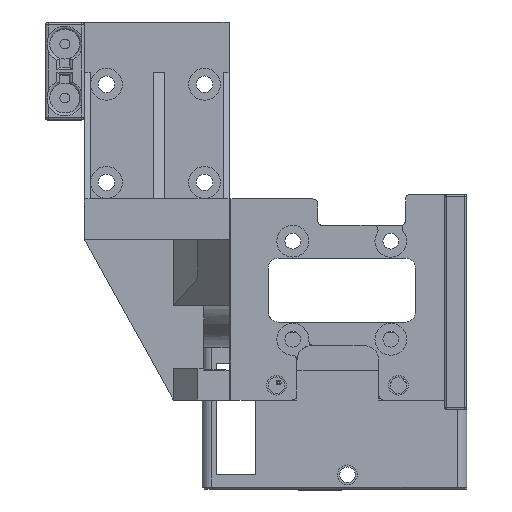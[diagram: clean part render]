
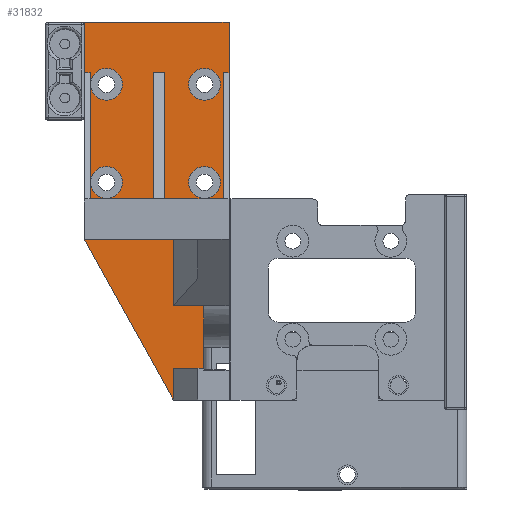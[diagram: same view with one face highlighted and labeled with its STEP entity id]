
A CAD part, front view. The second image highlights one B-rep face of the part: STEP entity #31832.
In plain terms, the highlighted planar face has unit normal (0, -1, 0).
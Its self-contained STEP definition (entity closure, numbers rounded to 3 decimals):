
#1086=FACE_BOUND('',#4921,.T.);
#1087=FACE_BOUND('',#4922,.T.);
#1088=FACE_BOUND('',#4923,.T.);
#1089=FACE_BOUND('',#4924,.T.);
#1361=CIRCLE('',#33825,3.25);
#1362=CIRCLE('',#33826,3.25);
#1363=CIRCLE('',#33827,3.25);
#1364=CIRCLE('',#33828,3.25);
#3022=FACE_OUTER_BOUND('',#4920,.T.);
#4920=EDGE_LOOP('',(#27642,#27643,#27644,#27645,#27646,#27647,#27648,#27649,
#27650,#27651,#27652,#27653,#27654,#27655,#27656,#27657,#27658,#27659,#27660,
#27661,#27662));
#4921=EDGE_LOOP('',(#27663));
#4922=EDGE_LOOP('',(#27664));
#4923=EDGE_LOOP('',(#27665));
#4924=EDGE_LOOP('',(#27666));
#8561=LINE('',#51817,#12341);
#8567=LINE('',#51828,#12347);
#8569=LINE('',#51838,#12349);
#8583=LINE('',#52014,#12363);
#8592=LINE('',#52041,#12372);
#8593=LINE('',#52044,#12373);
#8594=LINE('',#52046,#12374);
#8595=LINE('',#52048,#12375);
#8596=LINE('',#52050,#12376);
#8597=LINE('',#52052,#12377);
#8598=LINE('',#52054,#12378);
#8599=LINE('',#52056,#12379);
#8600=LINE('',#52058,#12380);
#8601=LINE('',#52059,#12381);
#8602=LINE('',#52061,#12382);
#8603=LINE('',#52063,#12383);
#8604=LINE('',#52065,#12384);
#8605=LINE('',#52067,#12385);
#8606=LINE('',#52068,#12386);
#8607=LINE('',#52069,#12387);
#8608=LINE('',#52070,#12388);
#12341=VECTOR('',#40828,10.);
#12347=VECTOR('',#40836,10.);
#12349=VECTOR('',#40846,10.);
#12363=VECTOR('',#40918,10.);
#12372=VECTOR('',#40931,10.);
#12373=VECTOR('',#40934,10.);
#12374=VECTOR('',#40935,10.);
#12375=VECTOR('',#40936,10.);
#12376=VECTOR('',#40937,10.);
#12377=VECTOR('',#40938,10.);
#12378=VECTOR('',#40939,10.);
#12379=VECTOR('',#40940,10.);
#12380=VECTOR('',#40941,10.);
#12381=VECTOR('',#40942,10.);
#12382=VECTOR('',#40943,10.);
#12383=VECTOR('',#40944,10.);
#12384=VECTOR('',#40945,10.);
#12385=VECTOR('',#40946,10.);
#12386=VECTOR('',#40947,10.);
#12387=VECTOR('',#40948,10.);
#12388=VECTOR('',#40949,10.);
#15227=VERTEX_POINT('',#51814);
#15228=VERTEX_POINT('',#51816);
#15229=VERTEX_POINT('',#51820);
#15232=VERTEX_POINT('',#51826);
#15236=VERTEX_POINT('',#51836);
#15257=VERTEX_POINT('',#52010);
#15259=VERTEX_POINT('',#52013);
#15264=VERTEX_POINT('',#52029);
#15269=VERTEX_POINT('',#52039);
#15270=VERTEX_POINT('',#52043);
#15271=VERTEX_POINT('',#52045);
#15272=VERTEX_POINT('',#52047);
#15273=VERTEX_POINT('',#52049);
#15274=VERTEX_POINT('',#52051);
#15275=VERTEX_POINT('',#52053);
#15276=VERTEX_POINT('',#52055);
#15277=VERTEX_POINT('',#52057);
#15278=VERTEX_POINT('',#52060);
#15279=VERTEX_POINT('',#52062);
#15280=VERTEX_POINT('',#52064);
#15281=VERTEX_POINT('',#52066);
#15282=VERTEX_POINT('',#52071);
#15283=VERTEX_POINT('',#52073);
#15284=VERTEX_POINT('',#52075);
#15285=VERTEX_POINT('',#52077);
#19397=EDGE_CURVE('',#15228,#15227,#8561,.T.);
#19403=EDGE_CURVE('',#15227,#15232,#8567,.F.);
#19408=EDGE_CURVE('',#15229,#15236,#8569,.T.);
#19443=EDGE_CURVE('',#15257,#15259,#8583,.T.);
#19454=EDGE_CURVE('',#15264,#15269,#8592,.T.);
#19455=EDGE_CURVE('',#15270,#15257,#8593,.T.);
#19456=EDGE_CURVE('',#15270,#15271,#8594,.T.);
#19457=EDGE_CURVE('',#15271,#15272,#8595,.T.);
#19458=EDGE_CURVE('',#15272,#15273,#8596,.T.);
#19459=EDGE_CURVE('',#15273,#15274,#8597,.T.);
#19460=EDGE_CURVE('',#15274,#15275,#8598,.T.);
#19461=EDGE_CURVE('',#15276,#15275,#8599,.T.);
#19462=EDGE_CURVE('',#15277,#15276,#8600,.T.);
#19463=EDGE_CURVE('',#15277,#15228,#8601,.T.);
#19464=EDGE_CURVE('',#15232,#15278,#8602,.T.);
#19465=EDGE_CURVE('',#15278,#15279,#8603,.T.);
#19466=EDGE_CURVE('',#15279,#15280,#8604,.T.);
#19467=EDGE_CURVE('',#15281,#15280,#8605,.T.);
#19468=EDGE_CURVE('',#15281,#15229,#8606,.T.);
#19469=EDGE_CURVE('',#15264,#15236,#8607,.T.);
#19470=EDGE_CURVE('',#15259,#15269,#8608,.T.);
#19471=EDGE_CURVE('',#15282,#15282,#1361,.T.);
#19472=EDGE_CURVE('',#15283,#15283,#1362,.T.);
#19473=EDGE_CURVE('',#15284,#15284,#1363,.T.);
#19474=EDGE_CURVE('',#15285,#15285,#1364,.T.);
#27642=ORIENTED_EDGE('',*,*,#19455,.F.);
#27643=ORIENTED_EDGE('',*,*,#19456,.T.);
#27644=ORIENTED_EDGE('',*,*,#19457,.T.);
#27645=ORIENTED_EDGE('',*,*,#19458,.T.);
#27646=ORIENTED_EDGE('',*,*,#19459,.T.);
#27647=ORIENTED_EDGE('',*,*,#19460,.T.);
#27648=ORIENTED_EDGE('',*,*,#19461,.F.);
#27649=ORIENTED_EDGE('',*,*,#19462,.F.);
#27650=ORIENTED_EDGE('',*,*,#19463,.T.);
#27651=ORIENTED_EDGE('',*,*,#19397,.T.);
#27652=ORIENTED_EDGE('',*,*,#19403,.T.);
#27653=ORIENTED_EDGE('',*,*,#19464,.T.);
#27654=ORIENTED_EDGE('',*,*,#19465,.T.);
#27655=ORIENTED_EDGE('',*,*,#19466,.T.);
#27656=ORIENTED_EDGE('',*,*,#19467,.F.);
#27657=ORIENTED_EDGE('',*,*,#19468,.T.);
#27658=ORIENTED_EDGE('',*,*,#19408,.T.);
#27659=ORIENTED_EDGE('',*,*,#19469,.F.);
#27660=ORIENTED_EDGE('',*,*,#19454,.T.);
#27661=ORIENTED_EDGE('',*,*,#19470,.F.);
#27662=ORIENTED_EDGE('',*,*,#19443,.F.);
#27663=ORIENTED_EDGE('',*,*,#19471,.T.);
#27664=ORIENTED_EDGE('',*,*,#19472,.T.);
#27665=ORIENTED_EDGE('',*,*,#19473,.T.);
#27666=ORIENTED_EDGE('',*,*,#19474,.T.);
#30252=PLANE('',#33824);
#31832=ADVANCED_FACE('',(#3022,#1086,#1087,#1088,#1089),#30252,.T.);
#33824=AXIS2_PLACEMENT_3D('',#52042,#40932,#40933);
#33825=AXIS2_PLACEMENT_3D('',#52072,#40950,#40951);
#33826=AXIS2_PLACEMENT_3D('',#52074,#40952,#40953);
#33827=AXIS2_PLACEMENT_3D('',#52076,#40954,#40955);
#33828=AXIS2_PLACEMENT_3D('',#52078,#40956,#40957);
#40828=DIRECTION('',(-1.,0.,0.));
#40836=DIRECTION('',(0.,0.,1.));
#40846=DIRECTION('',(0.485,0.,-0.875));
#40918=DIRECTION('',(1.,0.,0.));
#40931=DIRECTION('',(1.,0.,0.));
#40932=DIRECTION('center_axis',(0.,-1.,0.));
#40933=DIRECTION('ref_axis',(0.,0.,
1.));
#40934=DIRECTION('',(0.,0.,-1.));
#40935=DIRECTION('',(-1.,0.,0.));
#40936=DIRECTION('',(0.,0.,1.));
#40937=DIRECTION('',(1.,0.,0.));
#40938=DIRECTION('',(0.,0.,-1.));
#40939=DIRECTION('',(1.,0.,0.));
#40940=DIRECTION('',(0.,0.,-1.));
#40941=DIRECTION('',(-1.,0.,0.));
#40942=DIRECTION('',(0.,0.,1.));
#40943=DIRECTION('',(1.,0.,0.));
#40944=DIRECTION('',(0.,0.,-1.));
#40945=DIRECTION('',(1.,0.,0.));
#40946=DIRECTION('',(0.,0.,1.));
#40947=DIRECTION('',(-1.,0.,0.));
#40948=DIRECTION('',(0.,0.,-1.));
#40949=DIRECTION('',(0.,0.,-1.));
#40950=DIRECTION('center_axis',(0.,1.,0.));
#40951=DIRECTION('ref_axis',(0.,0.,-1.));
#40952=DIRECTION('center_axis',(0.,1.,0.));
#40953=DIRECTION('ref_axis',(0.,0.,-1.));
#40954=DIRECTION('center_axis',(0.,1.,0.));
#40955=DIRECTION('ref_axis',(0.,0.,-1.));
#40956=DIRECTION('center_axis',(0.,1.,0.));
#40957=DIRECTION('ref_axis',(0.,0.,-1.));
#51814=CARTESIAN_POINT('',(-14.529,-8.096,-27.3));
#51816=CARTESIAN_POINT('',(14.971,-8.096,-27.3));
#51817=CARTESIAN_POINT('',(8.621,-8.096,-27.3));
#51820=CARTESIAN_POINT('',(-14.529,-8.096,-71.641));
#51826=CARTESIAN_POINT('',(-14.529,-8.096,-37.641));
#51828=CARTESIAN_POINT('',(-14.529,-8.096,-85.118));
#51836=CARTESIAN_POINT('',(3.621,-8.096,-104.391));
#51838=CARTESIAN_POINT('',(-4.867,-8.096,-89.076));
#52010=CARTESIAN_POINT('',(3.621,-8.096,-85.194));
#52013=CARTESIAN_POINT('',(9.821,-8.096,-85.194));
#52014=CARTESIAN_POINT('',(-14.529,-8.096,-85.194));
#52029=CARTESIAN_POINT('',(3.621,-8.096,-97.962));
#52039=CARTESIAN_POINT('',(9.821,-8.096,-97.962));
#52041=CARTESIAN_POINT('',(-14.529,-8.096,-97.962));
#52042=CARTESIAN_POINT('Origin',(8.621,-8.096,-104.391));
#52043=CARTESIAN_POINT('',(3.621,-8.096,-71.641));
#52044=CARTESIAN_POINT('',(3.621,-8.096,-83.891));
#52045=CARTESIAN_POINT('',(-0.529,-8.096,-71.641));
#52046=CARTESIAN_POINT('',(-2.954,-8.096,-71.641));
#52047=CARTESIAN_POINT('',(-0.529,-8.096,-37.641));
#52048=CARTESIAN_POINT('',(-0.529,-8.096,-77.454));
#52049=CARTESIAN_POINT('',(1.871,-8.096,-37.641));
#52050=CARTESIAN_POINT('',(4.046,-8.096,-37.641));
#52051=CARTESIAN_POINT('',(1.871,-8.096,-63.391));
#52052=CARTESIAN_POINT('',(1.871,-8.096,-77.454));
#52053=CARTESIAN_POINT('',(13.771,-8.096,-63.391));
#52054=CARTESIAN_POINT('',(-2.954,-8.096,-63.391));
#52055=CARTESIAN_POINT('',(13.771,-8.096,-37.641));
#52056=CARTESIAN_POINT('',(13.771,-8.096,-56.954));
#52057=CARTESIAN_POINT('',(14.971,-8.096,-37.641));
#52058=CARTESIAN_POINT('',(14.971,-8.096,-37.641));
#52059=CARTESIAN_POINT('',(14.971,-8.096,-36.323));
#52060=CARTESIAN_POINT('',(-13.329,-8.096,-37.641));
#52061=CARTESIAN_POINT('',(-2.954,-8.096,-37.641));
#52062=CARTESIAN_POINT('',(-13.329,-8.096,-63.391));
#52063=CARTESIAN_POINT('',(-13.329,-8.096,-77.454));
#52064=CARTESIAN_POINT('',(-6.529,-8.096,-63.391));
#52065=CARTESIAN_POINT('',(-2.954,-8.096,-63.391));
#52066=CARTESIAN_POINT('',(-6.529,-8.096,-71.641));
#52067=CARTESIAN_POINT('',(-6.529,-8.096,-104.391));
#52068=CARTESIAN_POINT('',(-2.954,-8.096,-71.641));
#52069=CARTESIAN_POINT('',(3.621,-8.096,-83.891));
#52070=CARTESIAN_POINT('',(9.821,-8.096,-96.498));
#52071=CARTESIAN_POINT('',(-10.029,-8.096,-56.75));
#52072=CARTESIAN_POINT('Origin',(-10.029,-8.096,-60.));
#52073=CARTESIAN_POINT('',(9.971,-8.096,-36.75));
#52074=CARTESIAN_POINT('Origin',(9.971,-8.096,-40.));
#52075=CARTESIAN_POINT('',(-10.029,-8.096,-36.75));
#52076=CARTESIAN_POINT('Origin',(-10.029,-8.096,-40.));
#52077=CARTESIAN_POINT('',(9.971,-8.096,-56.75));
#52078=CARTESIAN_POINT('Origin',(9.971,-8.096,-60.));
